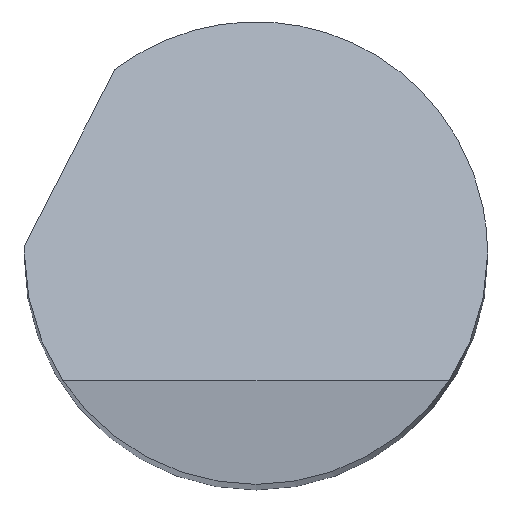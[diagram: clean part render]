
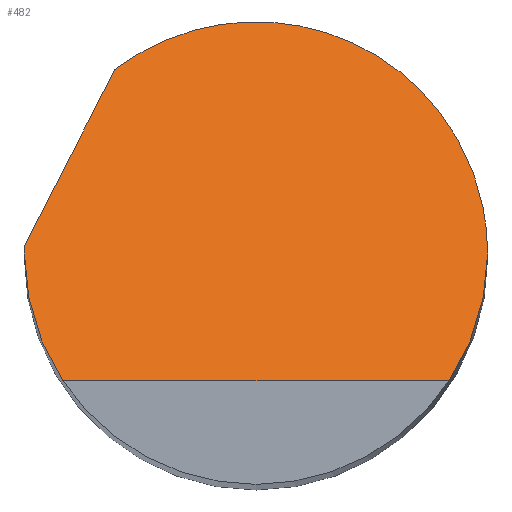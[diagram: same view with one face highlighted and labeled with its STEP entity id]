
A CAD part, top view. The second image highlights one B-rep face of the part: STEP entity #482.
In plain terms, the highlighted planar face has unit normal (0, 0.707, 0.707).
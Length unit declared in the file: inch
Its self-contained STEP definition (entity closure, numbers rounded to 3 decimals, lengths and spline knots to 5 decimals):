
#13 = CARTESIAN_POINT ( 'NONE',  ( -0.14734, -0.06049, 2.47424 ) ) ;
#19 = CARTESIAN_POINT ( 'NONE',  ( -0.13029, -0.08625, 2.5 ) ) ;
#24 = CARTESIAN_POINT ( 'NONE',  ( -0.15625, 0., 2.41375 ) ) ;
#27 = PLANE ( 'NONE',  #475 ) ;
#49 = CARTESIAN_POINT ( 'NONE',  ( -0.15625, 0., 2.41375 ) ) ;
#60 = CARTESIAN_POINT ( 'NONE',  ( -0.15622, 0.00333, 2.41042 ) ) ;
#70 = LINE ( 'NONE', #195, #380 ) ;
#76 = EDGE_CURVE ( 'NONE', #318, #317, #303, .T. ) ;
#80 =( BOUNDED_CURVE ( )  B_SPLINE_CURVE ( 3, ( #306, #230, #188, #113 ),
 .UNSPECIFIED., .F., .T. ) 
 B_SPLINE_CURVE_WITH_KNOTS ( ( 4, 4 ),
 ( 5.62792, 7.85398 ),
 .UNSPECIFIED. ) 
 CURVE ( )  GEOMETRIC_REPRESENTATION_ITEM ( )  RATIONAL_B_SPLINE_CURVE ( ( 1., 0.628, 0.628, 1. ) ) 
 REPRESENTATION_ITEM ( '' )  );
#82 = ORIENTED_EDGE ( 'NONE', *, *, #319, .F. ) ;
#89 = ORIENTED_EDGE ( 'NONE', *, *, #491, .F. ) ;
#91 = CARTESIAN_POINT ( 'NONE',  ( 0.13029, -0.08625, 2.5 ) ) ;
#95 = CARTESIAN_POINT ( 'NONE',  ( -0.15617, 0.005, 2.40875 ) ) ;
#101 = CARTESIAN_POINT ( 'NONE',  ( 0.14734, -0.06049, 2.47424 ) ) ;
#112 = ORIENTED_EDGE ( 'NONE', *, *, #76, .F. ) ;
#113 = CARTESIAN_POINT ( 'NONE',  ( 0.15625, 0., 2.41375 ) ) ;
#182 = CARTESIAN_POINT ( 'NONE',  ( -0.15625, -0.08625, 2.5 ) ) ;
#185 =( BOUNDED_CURVE ( )  B_SPLINE_CURVE ( 3, ( #400, #13, #431, #49 ),
 .UNSPECIFIED., .F., .T. ) 
 B_SPLINE_CURVE_WITH_KNOTS ( ( 4, 4 ),
 ( 4.12763, 4.71239 ),
 .UNSPECIFIED. ) 
 CURVE ( )  GEOMETRIC_REPRESENTATION_ITEM ( )  RATIONAL_B_SPLINE_CURVE ( ( 1., 0.972, 0.972, 1. ) ) 
 REPRESENTATION_ITEM ( '' )  );
#188 = CARTESIAN_POINT ( 'NONE',  ( 0.15625, 0.1488, 2.26495 ) ) ;
#189 = DIRECTION ( 'NONE',  ( 0., 0.707, -0.707 ) ) ;
#195 = CARTESIAN_POINT ( 'NONE',  ( -0.19753, -0.07567, 2.48942 ) ) ;
#200 = ORIENTED_EDGE ( 'NONE', *, *, #426, .T. ) ;
#216 = EDGE_CURVE ( 'NONE', #277, #318, #80, .T. ) ;
#224 = FACE_OUTER_BOUND ( 'NONE', #425, .T. ) ;
#230 = CARTESIAN_POINT ( 'NONE',  ( 0.02277, 0.21456, 2.19919 ) ) ;
#246 = CARTESIAN_POINT ( 'NONE',  ( -0.15617, 0.005, 2.40875 ) ) ;
#254 = DIRECTION ( 'NONE',  ( 1., 0., 0. ) ) ;
#255 = CARTESIAN_POINT ( 'NONE',  ( 0.15625, 0., 2.41375 ) ) ;
#277 = VERTEX_POINT ( 'NONE', #364 ) ;
#303 =( BOUNDED_CURVE ( )  B_SPLINE_CURVE ( 3, ( #255, #337, #101, #369 ),
 .UNSPECIFIED., .F., .T. ) 
 B_SPLINE_CURVE_WITH_KNOTS ( ( 4, 4 ),
 ( 1.5708, 2.15556 ),
 .UNSPECIFIED. ) 
 CURVE ( )  GEOMETRIC_REPRESENTATION_ITEM ( )  RATIONAL_B_SPLINE_CURVE ( ( 1., 0.972, 0.972, 1. ) ) 
 REPRESENTATION_ITEM ( '' )  );
#305 = VERTEX_POINT ( 'NONE', #246 ) ;
#306 = CARTESIAN_POINT ( 'NONE',  ( -0.09521, 0.12389, 2.28986 ) ) ;
#317 = VERTEX_POINT ( 'NONE', #91 ) ;
#318 = VERTEX_POINT ( 'NONE', #321 ) ;
#319 = EDGE_CURVE ( 'NONE', #389, #460, #185, .T. ) ;
#321 = CARTESIAN_POINT ( 'NONE',  ( 0.15625, 0., 2.41375 ) ) ;
#336 = CARTESIAN_POINT ( 'NONE',  ( 0., -0.08625, 2.5 ) ) ;
#337 = CARTESIAN_POINT ( 'NONE',  ( 0.15625, -0.0309, 2.44465 ) ) ;
#347 = VECTOR ( 'NONE', #254, 39.37008 ) ;
#364 = CARTESIAN_POINT ( 'NONE',  ( -0.09521, 0.12389, 2.28986 ) ) ;
#369 = CARTESIAN_POINT ( 'NONE',  ( 0.13029, -0.08625, 2.5 ) ) ;
#375 =( BOUNDED_CURVE ( )  B_SPLINE_CURVE ( 3, ( #24, #440, #60, #95 ),
 .UNSPECIFIED., .F., .T. ) 
 B_SPLINE_CURVE_WITH_KNOTS ( ( 4, 4 ),
 ( 4.71239, 4.74439 ),
 .UNSPECIFIED. ) 
 CURVE ( )  GEOMETRIC_REPRESENTATION_ITEM ( )  RATIONAL_B_SPLINE_CURVE ( ( 1., 1., 1., 1. ) ) 
 REPRESENTATION_ITEM ( '' )  );
#380 = VECTOR ( 'NONE', #416, 39.37008 ) ;
#389 = VERTEX_POINT ( 'NONE', #19 ) ;
#400 = CARTESIAN_POINT ( 'NONE',  ( -0.13029, -0.08625, 2.5 ) ) ;
#407 = CARTESIAN_POINT ( 'NONE',  ( -0.15625, 0., 2.41375 ) ) ;
#416 = DIRECTION ( 'NONE',  ( 0.341, 0.665, -0.665 ) ) ;
#420 = ORIENTED_EDGE ( 'NONE', *, *, #455, .F. ) ;
#425 = EDGE_LOOP ( 'NONE', ( #89, #420, #82, #200, #112, #481 ) ) ;
#426 = EDGE_CURVE ( 'NONE', #389, #317, #452, .T. ) ;
#431 = CARTESIAN_POINT ( 'NONE',  ( -0.15625, -0.0309, 2.44465 ) ) ;
#440 = CARTESIAN_POINT ( 'NONE',  ( -0.15625, 0.00167, 2.41208 ) ) ;
#452 = LINE ( 'NONE', #336, #347 ) ;
#455 = EDGE_CURVE ( 'NONE', #460, #305, #375, .T. ) ;
#460 = VERTEX_POINT ( 'NONE', #407 ) ;
#463 = DIRECTION ( 'NONE',  ( 0., -0.707, -0.707 ) ) ;
#475 = AXIS2_PLACEMENT_3D ( 'NONE', #182, #463, #189 ) ;
#481 = ORIENTED_EDGE ( 'NONE', *, *, #216, .F. ) ;
#482 = ADVANCED_FACE ( 'NONE', ( #224 ), #27, .F. ) ;
#491 = EDGE_CURVE ( 'NONE', #305, #277, #70, .T. ) ;
